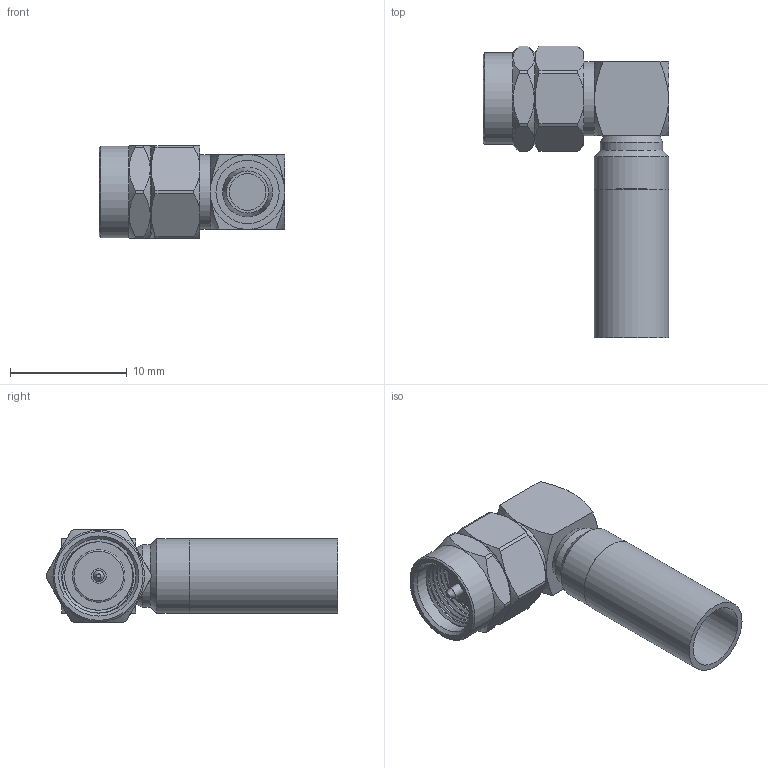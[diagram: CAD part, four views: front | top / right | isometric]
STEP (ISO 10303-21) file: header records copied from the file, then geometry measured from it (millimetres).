
FILE_DESCRIPTION (( 'STEP AP203' ), '1' );
FILE_NAME ('PE44187_3D.step', '2021-01-23T00:20:29', ( '' ), ( '' ), 'SwSTEP 2.0', 'SolidWorks 2018', '' );
FILE_SCHEMA (( 'CONFIG_CONTROL_DESIGN' ));
Length unit declared in the file: inch
Products named in the file (1): PE44187_3D
Bounding box: 15.9 x 24.96 x 7.94 mm (x, y, z)
Volume: 871.5 mm3; surface area: 1477.2 mm2
Topology: 2 solids, 2 shells, 88 faces, 209 edges, 134 vertices
Faces by surface type: plane 31, cylinder 30, cone 23, bspline 3, torus 1
Full cylindrical faces by diameter (mm): 0.937 x1, 1.268 x1, 3.131 x1, 4.263 x1, 4.488 x1, 5.34 x1, 5.4 x1, 6.348 x1, 6.35 x7, 6.4 x1, 7.836 x1, 7.909 x1
Entity records: 3266 total; most frequent: CARTESIAN_POINT 1495, DIRECTION 340, ORIENTED_EDGE 324, EDGE_CURVE 162, AXIS2_PLACEMENT_3D 153, EDGE_LOOP 118, VERTEX_POINT 116, FACE_OUTER_BOUND 97
